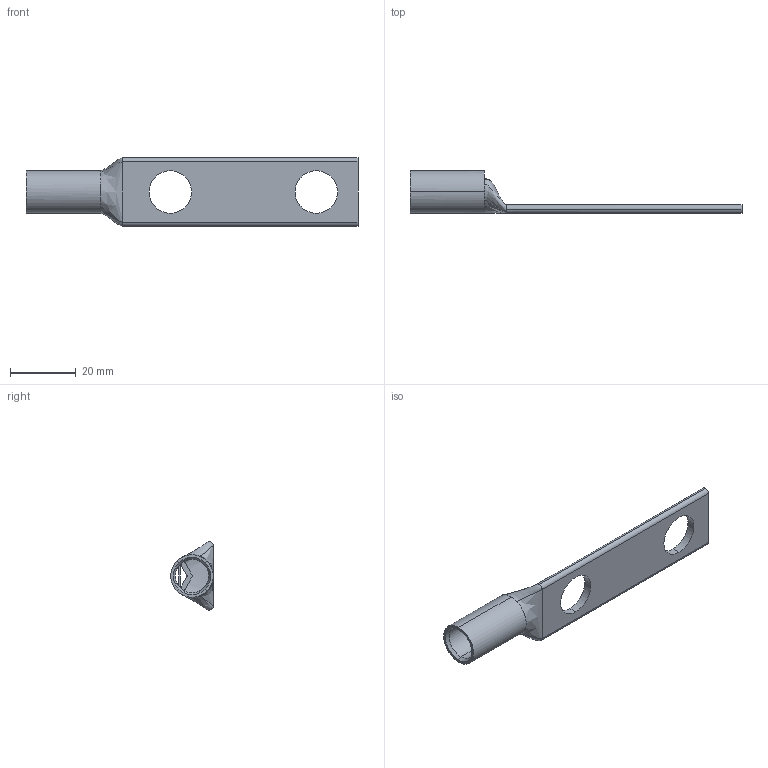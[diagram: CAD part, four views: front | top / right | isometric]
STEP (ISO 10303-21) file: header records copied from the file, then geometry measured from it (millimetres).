
FILE_DESCRIPTION (( 'STEP AP203' ), '1' );
FILE_NAME ('BLU-1_0D2-1.step', '2024-09-09T18:00:22', ( '' ), ( '' ), 'SwSTEP 2.0', 'SolidWorks 2023', '' );
FILE_SCHEMA (( 'CONFIG_CONTROL_DESIGN' ));
Length unit declared in the file: inch
Products named in the file (1): BLU-1_0D2-1
Bounding box: 101.09 x 12.95 x 20.83 mm (x, y, z)
Volume: 4485.6 mm3; surface area: 5270.1 mm2
Topology: 1 solids, 1 shells, 41 faces, 106 edges, 66 vertices
Faces by surface type: bspline 15, cylinder 13, plane 11, cone 2
Entity records: 1863 total; most frequent: CARTESIAN_POINT 889, ORIENTED_EDGE 212, DIRECTION 145, EDGE_CURVE 106, VERTEX_POINT 66, AXIS2_PLACEMENT_3D 56, EDGE_LOOP 46, B_SPLINE_CURVE_WITH_KNOTS 44
